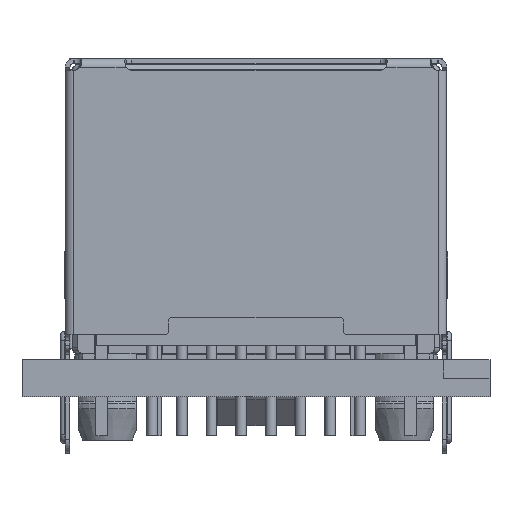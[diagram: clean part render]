
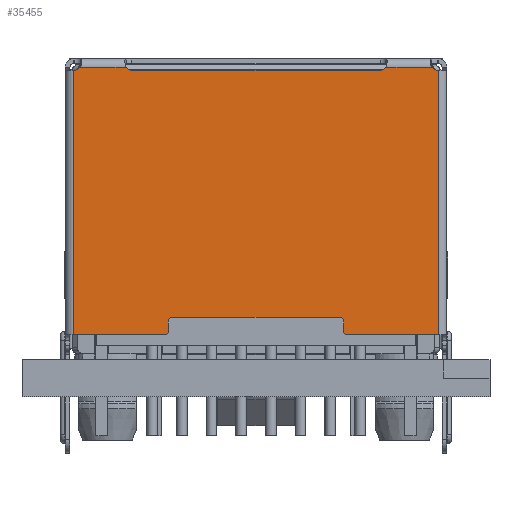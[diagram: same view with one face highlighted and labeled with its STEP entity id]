
A CAD part, left-side view. The second image highlights one B-rep face of the part: STEP entity #35455.
In plain terms, the highlighted face is planar.
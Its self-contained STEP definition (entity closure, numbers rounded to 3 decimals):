
#28951=CARTESIAN_POINT('',(3.9,15.6,5.225));
#28952=DIRECTION('',(0.,1.,0.));
#28953=DIRECTION('',(-1.,0.,0.));
#28954=AXIS2_PLACEMENT_3D('',#28951,#28952,#28953);
#28956=DIRECTION('',(0.,0.,-1.));
#28957=VECTOR('',#28956,0.45);
#28958=CARTESIAN_POINT('',(3.75,15.6,5.225));
#28959=LINE('',#28958,#28957);
#28960=DIRECTION('',(1.,0.,0.));
#28961=VECTOR('',#28960,7.2);
#28962=CARTESIAN_POINT('',(-3.6,15.6,4.625));
#28963=LINE('',#28962,#28961);
#28964=DIRECTION('',(0.,0.,-1.));
#28965=VECTOR('',#28964,0.45);
#28966=CARTESIAN_POINT('',(-3.75,15.6,5.225));
#28967=LINE('',#28966,#28965);
#28968=CARTESIAN_POINT('',(-3.9,15.6,5.225));
#28969=DIRECTION('',(0.,1.,0.));
#28970=DIRECTION('',(0.,0.,1.));
#28971=AXIS2_PLACEMENT_3D('',#28968,#28969,#28970);
#28973=DIRECTION('',(1.,0.,0.));
#28974=VECTOR('',#28973,0.05);
#28975=CARTESIAN_POINT('',(-7.8,15.6,-5.943));
#28976=LINE('',#28975,#28974);
#28977=CARTESIAN_POINT('',(-7.75,15.6,-6.243));
#28978=DIRECTION('',(0.,1.,0.));
#28979=DIRECTION('',(0.,0.,1.));
#28980=AXIS2_PLACEMENT_3D('',#28977,#28978,#28979);
#28982=DIRECTION('',(1.,0.,0.));
#28983=VECTOR('',#28982,1.953);
#28984=CARTESIAN_POINT('',(-7.501,15.6,-6.075));
#28985=LINE('',#28984,#28983);
#28986=CARTESIAN_POINT('',(-5.3,15.6,-6.243));
#28987=DIRECTION('',(0.,1.,0.));
#28988=DIRECTION('',(-0.829,0.,0.559));
#28989=AXIS2_PLACEMENT_3D('',#28986,#28987,#28988);
#28991=DIRECTION('',(-1.,0.,0.));
#28992=VECTOR('',#28991,10.6);
#28993=CARTESIAN_POINT('',(5.3,15.6,-5.943));
#28994=LINE('',#28993,#28992);
#28995=CARTESIAN_POINT('',(5.3,15.6,-6.243));
#28996=DIRECTION('',(0.,1.,0.));
#28997=DIRECTION('',(0.,0.,1.));
#28998=AXIS2_PLACEMENT_3D('',#28995,#28996,#28997);
#29000=DIRECTION('',(1.,0.,0.));
#29001=VECTOR('',#29000,1.953);
#29002=CARTESIAN_POINT('',(5.549,15.6,-6.075));
#29003=LINE('',#29002,#29001);
#29004=CARTESIAN_POINT('',(7.75,15.6,-6.243));
#29005=DIRECTION('',(0.,1.,0.));
#29006=DIRECTION('',(-0.829,0.,0.559));
#29007=AXIS2_PLACEMENT_3D('',#29004,#29005,#29006);
#29009=DIRECTION('',(-1.,0.,0.));
#29010=VECTOR('',#29009,0.05);
#29011=CARTESIAN_POINT('',(7.8,15.6,-5.943));
#29012=LINE('',#29011,#29010);
#29021=CARTESIAN_POINT('',(3.6,15.6,4.775));
#29022=DIRECTION('',(0.,-1.,0.));
#29023=DIRECTION('',(0.,0.,-1.));
#29024=AXIS2_PLACEMENT_3D('',#29021,#29022,#29023);
#29039=CARTESIAN_POINT('',(-3.6,15.6,4.775));
#29040=DIRECTION('',(0.,-1.,0.));
#29041=DIRECTION('',(-1.,0.,0.));
#29042=AXIS2_PLACEMENT_3D('',#29039,#29040,#29041);
#29061=DIRECTION('',(1.,0.,0.));
#29062=VECTOR('',#29061,3.9);
#29063=CARTESIAN_POINT('',(3.9,15.6,5.375));
#29064=LINE('',#29063,#29062);
#29081=DIRECTION('',(1.,0.,0.));
#29082=VECTOR('',#29081,3.9);
#29083=CARTESIAN_POINT('',(-7.8,15.6,5.375));
#29084=LINE('',#29083,#29082);
#29117=DIRECTION('',(0.,0.,-1.));
#29118=VECTOR('',#29117,11.318);
#29119=CARTESIAN_POINT('',(7.8,15.6,5.375));
#29120=LINE('',#29119,#29118);
#29637=DIRECTION('',(0.,0.,1.));
#29638=VECTOR('',#29637,11.318);
#29639=CARTESIAN_POINT('',(-7.8,15.6,-5.943));
#29640=LINE('',#29639,#29638);
#31877=CARTESIAN_POINT('',(-7.8,15.6,-5.943));
#31878=CARTESIAN_POINT('',(-7.75,15.6,-5.943));
#31879=VERTEX_POINT('',#31877);
#31880=VERTEX_POINT('',#31878);
#31881=CARTESIAN_POINT('',(-7.501,15.6,-6.075));
#31882=VERTEX_POINT('',#31881);
#31883=CARTESIAN_POINT('',(7.501,15.6,-6.075));
#31884=CARTESIAN_POINT('',(7.75,15.6,-5.943));
#31885=VERTEX_POINT('',#31883);
#31886=VERTEX_POINT('',#31884);
#31887=CARTESIAN_POINT('',(7.8,15.6,-5.943));
#31888=VERTEX_POINT('',#31887);
#31921=CARTESIAN_POINT('',(5.3,15.6,-5.943));
#31922=CARTESIAN_POINT('',(-5.3,15.6,-5.943));
#31923=VERTEX_POINT('',#31921);
#31924=VERTEX_POINT('',#31922);
#31925=CARTESIAN_POINT('',(-5.549,15.6,-6.075));
#31926=VERTEX_POINT('',#31925);
#31927=CARTESIAN_POINT('',(5.549,15.6,-6.075));
#31928=VERTEX_POINT('',#31927);
#32153=CARTESIAN_POINT('',(-3.75,15.6,4.775));
#32155=VERTEX_POINT('',#32153);
#32157=CARTESIAN_POINT('',(-3.6,15.6,4.625));
#32159=VERTEX_POINT('',#32157);
#32161=CARTESIAN_POINT('',(3.6,15.6,4.625));
#32163=VERTEX_POINT('',#32161);
#32165=CARTESIAN_POINT('',(3.75,15.6,4.775));
#32167=VERTEX_POINT('',#32165);
#32169=CARTESIAN_POINT('',(3.75,15.6,5.225));
#32170=CARTESIAN_POINT('',(3.9,15.6,5.375));
#32171=VERTEX_POINT('',#32169);
#32172=VERTEX_POINT('',#32170);
#32177=CARTESIAN_POINT('',(-3.9,15.6,5.375));
#32178=CARTESIAN_POINT('',(-3.75,15.6,5.225));
#32179=VERTEX_POINT('',#32177);
#32180=VERTEX_POINT('',#32178);
#32185=CARTESIAN_POINT('',(-7.8,15.6,5.375));
#32186=VERTEX_POINT('',#32185);
#32187=CARTESIAN_POINT('',(7.8,15.6,5.375));
#32188=VERTEX_POINT('',#32187);
#35411=CARTESIAN_POINT('',(-7.95,15.6,-6.075));
#35412=DIRECTION('',(0.,1.,0.));
#35413=DIRECTION('',(0.,0.,1.));
#35414=AXIS2_PLACEMENT_3D('',#35411,#35412,#35413);
#35415=PLANE('',#35414);
#35416=ORIENTED_EDGE('',*,*,#35401,.F.);
#35418=ORIENTED_EDGE('',*,*,#35417,.T.);
#35420=ORIENTED_EDGE('',*,*,#35419,.F.);
#35422=ORIENTED_EDGE('',*,*,#35421,.F.);
#35424=ORIENTED_EDGE('',*,*,#35423,.F.);
#35426=ORIENTED_EDGE('',*,*,#35425,.F.);
#35428=ORIENTED_EDGE('',*,*,#35427,.F.);
#35430=ORIENTED_EDGE('',*,*,#35429,.F.);
#35432=ORIENTED_EDGE('',*,*,#35431,.F.);
#35434=ORIENTED_EDGE('',*,*,#35433,.T.);
#35436=ORIENTED_EDGE('',*,*,#35435,.T.);
#35437=ORIENTED_EDGE('',*,*,#35252,.T.);
#35439=ORIENTED_EDGE('',*,*,#35438,.T.);
#35441=ORIENTED_EDGE('',*,*,#35440,.F.);
#35443=ORIENTED_EDGE('',*,*,#35442,.T.);
#35444=ORIENTED_EDGE('',*,*,#35269,.T.);
#35446=ORIENTED_EDGE('',*,*,#35445,.T.);
#35448=ORIENTED_EDGE('',*,*,#35447,.F.);
#35450=ORIENTED_EDGE('',*,*,#35449,.F.);
#35452=ORIENTED_EDGE('',*,*,#35451,.F.);
#35453=EDGE_LOOP('',(#35416,#35418,#35420,#35422,#35424,#35426,#35428,#35430,
#35432,#35434,#35436,#35437,#35439,#35441,#35443,#35444,#35446,#35448,#35450,
#35452));
#35454=FACE_OUTER_BOUND('',#35453,.F.);
#35455=ADVANCED_FACE('',(#35454),#35415,.T.);
#28955=CIRCLE('',#28954,0.15);
#28972=CIRCLE('',#28971,0.15);
#28981=CIRCLE('',#28980,0.3);
#28990=CIRCLE('',#28989,0.3);
#28999=CIRCLE('',#28998,0.3);
#29008=CIRCLE('',#29007,0.3);
#29025=CIRCLE('',#29024,0.15);
#29043=CIRCLE('',#29042,0.15);
#35252=EDGE_CURVE('',#31882,#31926,#28985,.T.);
#35269=EDGE_CURVE('',#31928,#31885,#29003,.T.);
#35401=EDGE_CURVE('',#32171,#32172,#28955,.T.);
#35417=EDGE_CURVE('',#32171,#32167,#28959,.T.);
#35419=EDGE_CURVE('',#32163,#32167,#29025,.T.);
#35421=EDGE_CURVE('',#32159,#32163,#28963,.T.);
#35423=EDGE_CURVE('',#32155,#32159,#29043,.T.);
#35425=EDGE_CURVE('',#32180,#32155,#28967,.T.);
#35427=EDGE_CURVE('',#32179,#32180,#28972,.T.);
#35429=EDGE_CURVE('',#32186,#32179,#29084,.T.);
#35431=EDGE_CURVE('',#31879,#32186,#29640,.T.);
#35433=EDGE_CURVE('',#31879,#31880,#28976,.T.);
#35435=EDGE_CURVE('',#31880,#31882,#28981,.T.);
#35438=EDGE_CURVE('',#31926,#31924,#28990,.T.);
#35440=EDGE_CURVE('',#31923,#31924,#28994,.T.);
#35442=EDGE_CURVE('',#31923,#31928,#28999,.T.);
#35445=EDGE_CURVE('',#31885,#31886,#29008,.T.);
#35447=EDGE_CURVE('',#31888,#31886,#29012,.T.);
#35449=EDGE_CURVE('',#32188,#31888,#29120,.T.);
#35451=EDGE_CURVE('',#32172,#32188,#29064,.T.);
